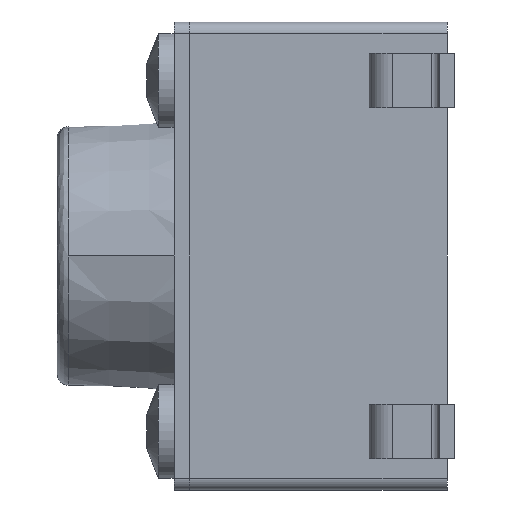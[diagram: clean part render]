
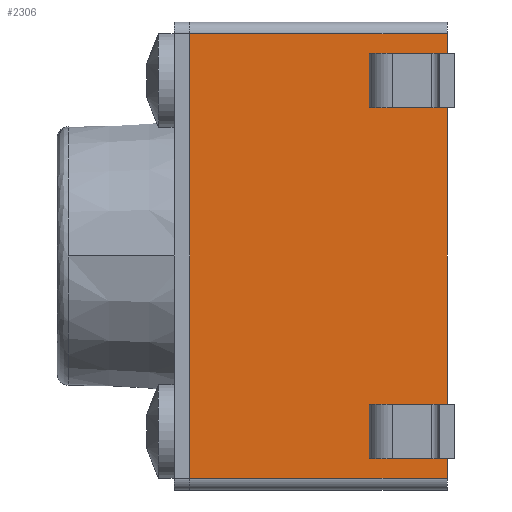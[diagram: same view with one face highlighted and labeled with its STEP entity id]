
A CAD part, left-side view. The second image highlights one B-rep face of the part: STEP entity #2306.
In plain terms, the highlighted planar face has unit normal (-1, 0, 0).
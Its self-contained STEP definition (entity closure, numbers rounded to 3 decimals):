
#6 = LINE ( 'NONE', #349, #2454 ) ;
#26 = DIRECTION ( 'NONE',  ( 0., 0., 1. ) ) ;
#302 = CARTESIAN_POINT ( 'NONE',  ( -3., 3.3, -2.85 ) ) ;
#325 = VECTOR ( 'NONE', #951, 1000. ) ;
#349 = CARTESIAN_POINT ( 'NONE',  ( -3., 3.3, -3. ) ) ;
#439 = ORIENTED_EDGE ( 'NONE', *, *, #3269, .T. ) ;
#466 = VECTOR ( 'NONE', #3054, 1000. ) ;
#473 = VERTEX_POINT ( 'NONE', #302 ) ;
#512 = AXIS2_PLACEMENT_3D ( 'NONE', #1595, #1881, #1064 ) ;
#951 = DIRECTION ( 'NONE',  ( 0., 1., 0. ) ) ;
#1064 = DIRECTION ( 'NONE',  ( 0., 0., -1. ) ) ;
#1149 = CARTESIAN_POINT ( 'NONE',  ( -3., 0., 0. ) ) ;
#1176 = CARTESIAN_POINT ( 'NONE',  ( -3., 0., 2.85 ) ) ;
#1195 = EDGE_CURVE ( 'NONE', #473, #2177, #6, .T. ) ;
#1209 = EDGE_CURVE ( 'NONE', #2759, #473, #1894, .T. ) ;
#1572 = CARTESIAN_POINT ( 'NONE',  ( -3., 3.3, 2.85 ) ) ;
#1595 = CARTESIAN_POINT ( 'NONE',  ( -3., 3.3, -3. ) ) ;
#1881 = DIRECTION ( 'NONE',  ( 1., 0., 0. ) ) ;
#1894 = LINE ( 'NONE', #2161, #325 ) ;
#2087 = ORIENTED_EDGE ( 'NONE', *, *, #1195, .F. ) ;
#2161 = CARTESIAN_POINT ( 'NONE',  ( -3., 3.3, -2.85 ) ) ;
#2177 = VERTEX_POINT ( 'NONE', #3356 ) ;
#2250 = VERTEX_POINT ( 'NONE', #1176 ) ;
#2306 = ADVANCED_FACE ( 'NONE', ( #2511 ), #3524, .F. ) ;
#2334 = VECTOR ( 'NONE', #2348, 1000. ) ;
#2348 = DIRECTION ( 'NONE',  ( 0., 0., 1. ) ) ;
#2454 = VECTOR ( 'NONE', #26, 1000. ) ;
#2471 = LINE ( 'NONE', #1572, #466 ) ;
#2511 = FACE_OUTER_BOUND ( 'NONE', #2843, .T. ) ;
#2522 = ORIENTED_EDGE ( 'NONE', *, *, #3416, .F. ) ;
#2605 = CARTESIAN_POINT ( 'NONE',  ( -3., 0., -2.85 ) ) ;
#2690 = ORIENTED_EDGE ( 'NONE', *, *, #1209, .F. ) ;
#2759 = VERTEX_POINT ( 'NONE', #2605 ) ;
#2843 = EDGE_LOOP ( 'NONE', ( #2690, #439, #2522, #2087 ) ) ;
#2872 = LINE ( 'NONE', #1149, #2334 ) ;
#3054 = DIRECTION ( 'NONE',  ( 0., -1., 0. ) ) ;
#3269 = EDGE_CURVE ( 'NONE', #2759, #2250, #2872, .T. ) ;
#3356 = CARTESIAN_POINT ( 'NONE',  ( -3., 3.3, 2.85 ) ) ;
#3416 = EDGE_CURVE ( 'NONE', #2177, #2250, #2471, .T. ) ;
#3524 = PLANE ( 'NONE',  #512 ) ;
